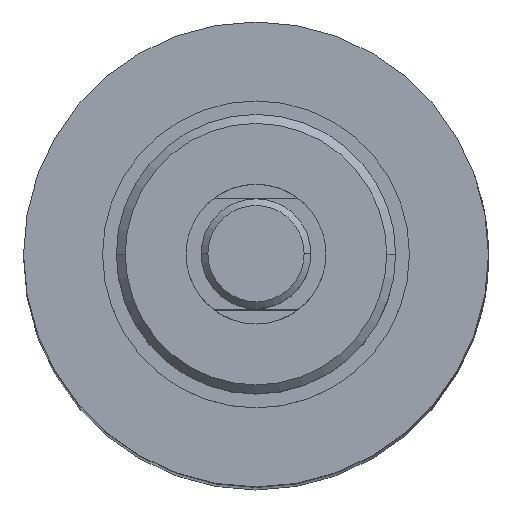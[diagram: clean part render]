
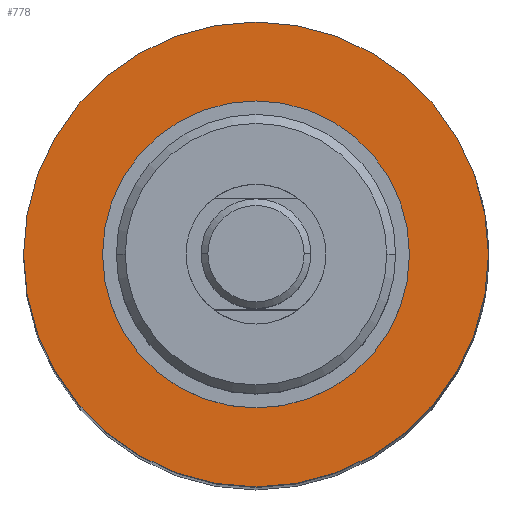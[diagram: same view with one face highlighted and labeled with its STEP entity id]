
A CAD part, top view. The second image highlights one B-rep face of the part: STEP entity #778.
In plain terms, the highlighted planar face has unit normal (0, 0, 1).
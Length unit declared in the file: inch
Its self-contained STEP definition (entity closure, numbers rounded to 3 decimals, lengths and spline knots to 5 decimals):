
#9 = DIRECTION ( 'NONE',  ( 1., 0., 0. ) ) ;
#10 = DIRECTION ( 'NONE',  ( 0., 0., 1. ) ) ;
#149 = AXIS2_PLACEMENT_3D ( 'NONE', #1143, #2722, #1373 ) ;
#293 = FACE_BOUND ( 'NONE', #314, .T. ) ;
#295 = AXIS2_PLACEMENT_3D ( 'NONE', #2710, #1815, #479 ) ;
#314 = EDGE_LOOP ( 'NONE', ( #2493, #1321 ) ) ;
#479 = DIRECTION ( 'NONE',  ( 1., 0., 0. ) ) ;
#576 = CIRCLE ( 'NONE', #2296, 1.04 ) ;
#674 = VERTEX_POINT ( 'NONE', #855 ) ;
#683 = EDGE_CURVE ( 'NONE', #1731, #1442, #576, .T. ) ;
#687 = AXIS2_PLACEMENT_3D ( 'NONE', #2678, #1332, #9 ) ;
#725 = CARTESIAN_POINT ( 'NONE',  ( 0.68675, 0., 0.92 ) ) ;
#778 = ADVANCED_FACE ( 'NONE', ( #1547, #293 ), #1364, .T. ) ;
#793 = EDGE_CURVE ( 'NONE', #674, #842, #1402, .T. ) ;
#842 = VERTEX_POINT ( 'NONE', #725 ) ;
#855 = CARTESIAN_POINT ( 'NONE',  ( -0.68675, 0., 0.92 ) ) ;
#903 = CARTESIAN_POINT ( 'NONE',  ( 0., 0., 0.92 ) ) ;
#909 = EDGE_LOOP ( 'NONE', ( #2410, #1764 ) ) ;
#1088 = EDGE_CURVE ( 'NONE', #842, #674, #1896, .T. ) ;
#1124 = DIRECTION ( 'NONE',  ( 1., 0., 0. ) ) ;
#1126 = AXIS2_PLACEMENT_3D ( 'NONE', #903, #2462, #1124 ) ;
#1134 = EDGE_CURVE ( 'NONE', #1442, #1731, #1823, .T. ) ;
#1143 = CARTESIAN_POINT ( 'NONE',  ( 0., 0., 0.92 ) ) ;
#1293 = CARTESIAN_POINT ( 'NONE',  ( 0., 0., 0.92 ) ) ;
#1321 = ORIENTED_EDGE ( 'NONE', *, *, #1088, .F. ) ;
#1332 = DIRECTION ( 'NONE',  ( 0., 0., 1. ) ) ;
#1364 = PLANE ( 'NONE',  #295 ) ;
#1373 = DIRECTION ( 'NONE',  ( 1., 0., 0. ) ) ;
#1402 = CIRCLE ( 'NONE', #149, 0.68675 ) ;
#1442 = VERTEX_POINT ( 'NONE', #2195 ) ;
#1547 = FACE_OUTER_BOUND ( 'NONE', #909, .T. ) ;
#1560 = DIRECTION ( 'NONE',  ( 1., 0., 0. ) ) ;
#1685 = CARTESIAN_POINT ( 'NONE',  ( -1.04, 0., 0.92 ) ) ;
#1731 = VERTEX_POINT ( 'NONE', #1685 ) ;
#1764 = ORIENTED_EDGE ( 'NONE', *, *, #1134, .T. ) ;
#1815 = DIRECTION ( 'NONE',  ( 0., 0., 1. ) ) ;
#1823 = CIRCLE ( 'NONE', #1126, 1.04 ) ;
#1896 = CIRCLE ( 'NONE', #687, 0.68675 ) ;
#2195 = CARTESIAN_POINT ( 'NONE',  ( 1.04, 0., 0.92 ) ) ;
#2296 = AXIS2_PLACEMENT_3D ( 'NONE', #1293, #10, #1560 ) ;
#2410 = ORIENTED_EDGE ( 'NONE', *, *, #683, .T. ) ;
#2462 = DIRECTION ( 'NONE',  ( 0., 0., 1. ) ) ;
#2493 = ORIENTED_EDGE ( 'NONE', *, *, #793, .F. ) ;
#2678 = CARTESIAN_POINT ( 'NONE',  ( 0., 0., 0.92 ) ) ;
#2710 = CARTESIAN_POINT ( 'NONE',  ( 0., 0., 0.92 ) ) ;
#2722 = DIRECTION ( 'NONE',  ( 0., 0., 1. ) ) ;
